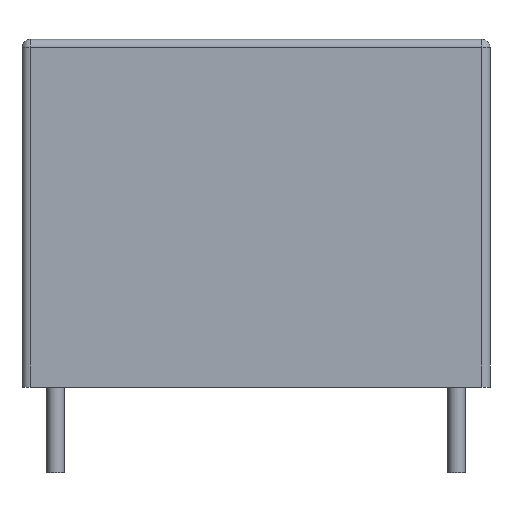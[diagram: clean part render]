
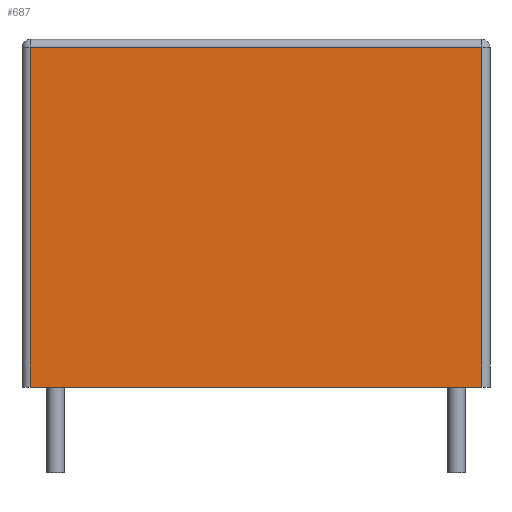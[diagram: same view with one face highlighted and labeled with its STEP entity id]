
A CAD part, front view. The second image highlights one B-rep face of the part: STEP entity #687.
In plain terms, the highlighted planar face has unit normal (0, -1, 0).
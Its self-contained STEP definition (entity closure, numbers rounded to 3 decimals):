
#257=CARTESIAN_POINT('',(8.45,-2.5,12.7));
#258=VERTEX_POINT('',#257);
#327=CARTESIAN_POINT('',(-8.45,-2.5,12.7));
#328=VERTEX_POINT('',#327);
#475=CARTESIAN_POINT('',(-8.45,-2.5,0.0));
#476=VERTEX_POINT('',#475);
#484=CARTESIAN_POINT('',(-8.45,-2.5,0.0));
#485=DIRECTION('',(0.0,0.0,1.0));
#486=VECTOR('',#485,12.7);
#487=LINE('',#484,#486);
#488=EDGE_CURVE('',#476,#328,#487,.T.);
#506=CARTESIAN_POINT('',(-8.45,-2.5,12.7));
#507=DIRECTION('',(1.0,0.0,0.0));
#508=VECTOR('',#507,16.9);
#509=LINE('',#506,#508);
#510=EDGE_CURVE('',#328,#258,#509,.T.);
#581=CARTESIAN_POINT('',(8.45,-2.5,0.0));
#582=VERTEX_POINT('',#581);
#599=CARTESIAN_POINT('',(8.45,-2.5,12.7));
#600=DIRECTION('',(0.0,0.0,-1.0));
#601=VECTOR('',#600,12.7);
#602=LINE('',#599,#601);
#603=EDGE_CURVE('',#258,#582,#602,.T.);
#671=CARTESIAN_POINT('',(8.75,-2.5,0.0));
#672=DIRECTION('',(0.0,-1.0,0.0));
#673=DIRECTION('',(0.0,0.0,-1.0));
#674=AXIS2_PLACEMENT_3D('',#671,#672,#673);
#675=PLANE('',#674);
#676=ORIENTED_EDGE('',*,*,#488,.F.);
#677=CARTESIAN_POINT('',(8.45,-2.5,0.0));
#678=DIRECTION('',(-1.0,0.0,0.0));
#679=VECTOR('',#678,16.9);
#680=LINE('',#677,#679);
#681=EDGE_CURVE('',#582,#476,#680,.T.);
#682=ORIENTED_EDGE('',*,*,#681,.F.);
#683=ORIENTED_EDGE('',*,*,#603,.F.);
#684=ORIENTED_EDGE('',*,*,#510,.F.);
#685=EDGE_LOOP('',(#676,#682,#683,#684));
#686=FACE_OUTER_BOUND('',#685,.T.);
#687=ADVANCED_FACE('',(#686),#675,.T.);
